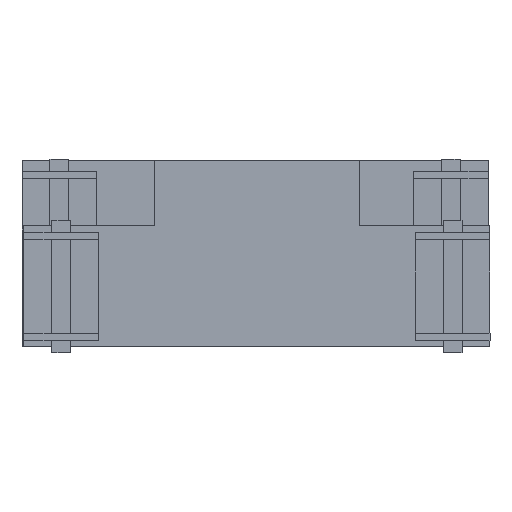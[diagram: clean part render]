
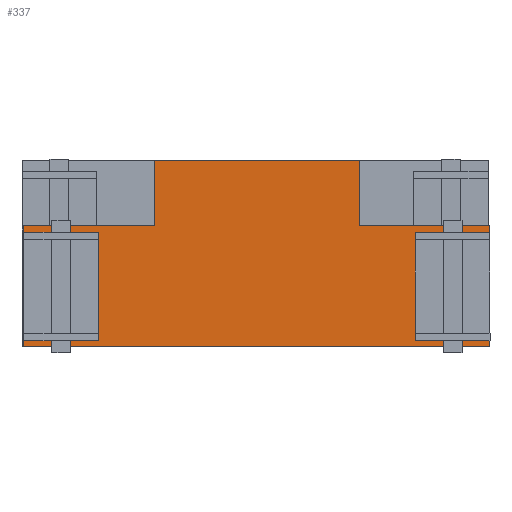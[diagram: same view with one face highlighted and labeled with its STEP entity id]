
A CAD part, top view. The second image highlights one B-rep face of the part: STEP entity #337.
In plain terms, the highlighted planar face has unit normal (0, 0, 1).
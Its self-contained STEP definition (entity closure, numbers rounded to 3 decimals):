
#337=ADVANCED_FACE('',(#436),#390,.T.);
#390=PLANE('',#1061);
#436=FACE_OUTER_BOUND('',#486,.T.);
#486=EDGE_LOOP('',(#642,#643,#644,#645,#646,#647,#648,#649));
#642=ORIENTED_EDGE('',*,*,#818,.T.);
#643=ORIENTED_EDGE('',*,*,#822,.T.);
#644=ORIENTED_EDGE('',*,*,#825,.T.);
#645=ORIENTED_EDGE('',*,*,#828,.T.);
#646=ORIENTED_EDGE('',*,*,#831,.T.);
#647=ORIENTED_EDGE('',*,*,#834,.T.);
#648=ORIENTED_EDGE('',*,*,#837,.T.);
#649=ORIENTED_EDGE('',*,*,#839,.T.);
#736=VERTEX_POINT('',#1479);
#737=VERTEX_POINT('',#1481);
#739=VERTEX_POINT('',#1487);
#741=VERTEX_POINT('',#1493);
#743=VERTEX_POINT('',#1499);
#745=VERTEX_POINT('',#1505);
#747=VERTEX_POINT('',#1511);
#749=VERTEX_POINT('',#1517);
#818=EDGE_CURVE('',#737,#736,#912,.T.);
#822=EDGE_CURVE('',#736,#739,#916,.T.);
#825=EDGE_CURVE('',#739,#741,#919,.T.);
#828=EDGE_CURVE('',#741,#743,#922,.T.);
#831=EDGE_CURVE('',#743,#745,#925,.T.);
#834=EDGE_CURVE('',#745,#747,#928,.T.);
#837=EDGE_CURVE('',#747,#749,#931,.T.);
#839=EDGE_CURVE('',#749,#737,#933,.T.);
#912=LINE('',#1480,#996);
#916=LINE('',#1488,#1000);
#919=LINE('',#1494,#1003);
#922=LINE('',#1500,#1006);
#925=LINE('',#1506,#1009);
#928=LINE('',#1512,#1012);
#931=LINE('',#1518,#1015);
#933=LINE('',#1521,#1017);
#996=VECTOR('',#1212,1.);
#1000=VECTOR('',#1218,1.);
#1003=VECTOR('',#1223,1.);
#1006=VECTOR('',#1228,1.);
#1009=VECTOR('',#1233,1.);
#1012=VECTOR('',#1238,1.);
#1015=VECTOR('',#1243,1.);
#1017=VECTOR('',#1247,1.);
#1061=AXIS2_PLACEMENT_3D('',#1523,#1250,#1251);
#1212=DIRECTION('',(0.,-1.,0.));
#1218=DIRECTION('',(1.,0.,0.));
#1223=DIRECTION('',(0.,1.,0.));
#1228=DIRECTION('',(-1.,0.,0.));
#1233=DIRECTION('',(0.,1.,0.));
#1238=DIRECTION('',(-1.,0.,0.));
#1243=DIRECTION('',(0.,-1.,0.));
#1247=DIRECTION('',(-1.,0.,0.));
#1250=DIRECTION('',(0.,0.,1.));
#1251=DIRECTION('',(1.,0.,0.));
#1479=CARTESIAN_POINT('',(-40.,-100.,6.));
#1480=CARTESIAN_POINT('',(-40.,-35.,6.));
#1481=CARTESIAN_POINT('',(-40.,-35.,6.));
#1487=CARTESIAN_POINT('',(210.,-100.,6.));
#1488=CARTESIAN_POINT('',(-40.,-100.,6.));
#1493=CARTESIAN_POINT('',(210.,-35.,6.));
#1494=CARTESIAN_POINT('',(210.,-100.,6.));
#1499=CARTESIAN_POINT('',(140.,-35.,6.));
#1500=CARTESIAN_POINT('',(210.,-35.,6.));
#1505=CARTESIAN_POINT('',(140.,0.,6.));
#1506=CARTESIAN_POINT('',(140.,-35.,6.));
#1511=CARTESIAN_POINT('',(30.,0.,6.));
#1512=CARTESIAN_POINT('',(140.,0.,6.));
#1517=CARTESIAN_POINT('',(30.,-35.,6.));
#1518=CARTESIAN_POINT('',(30.,0.,6.));
#1521=CARTESIAN_POINT('',(30.,-35.,6.));
#1523=CARTESIAN_POINT('',(0.,0.,6.));
